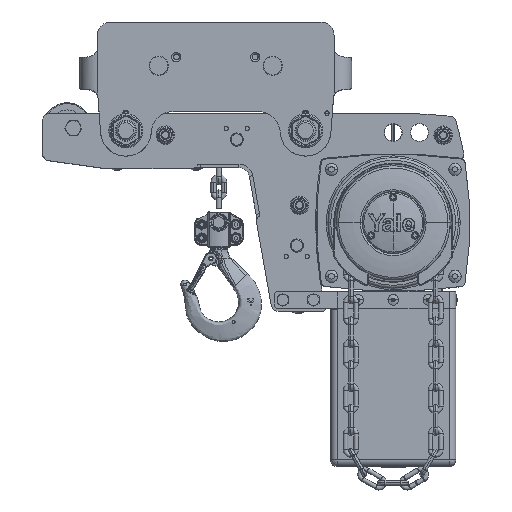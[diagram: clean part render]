
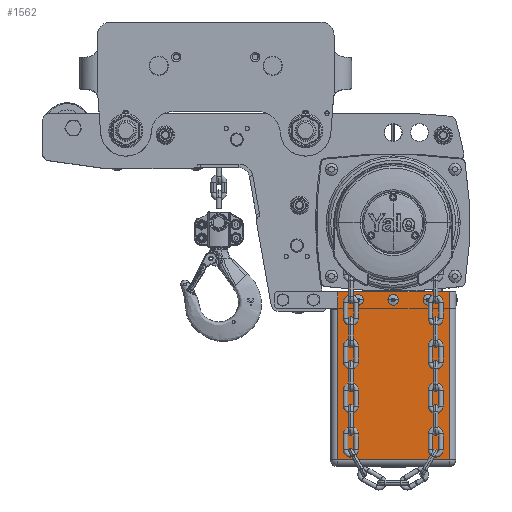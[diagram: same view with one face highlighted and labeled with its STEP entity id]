
A CAD part, top view. The second image highlights one B-rep face of the part: STEP entity #1562.
In plain terms, the highlighted planar face has unit normal (0, 0, 1).
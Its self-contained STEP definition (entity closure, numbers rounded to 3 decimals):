
#1562 = ADVANCED_FACE ( 'NONE', ( #33775, #33776, #33777, #33778 ), #39834, .F. ) ;
#6725 = EDGE_CURVE ( 'NONE', #12724, #12725, #42033, .T. ) ;
#6783 = EDGE_CURVE ( 'NONE', #12748, #12725, #42056, .T. ) ;
#6790 = EDGE_CURVE ( 'NONE', #12751, #12750, #54219, .T. ) ;
#6792 = EDGE_CURVE ( 'NONE', #12750, #12751, #54225, .T. ) ;
#6794 = EDGE_CURVE ( 'NONE', #12753, #12752, #54222, .T. ) ;
#6797 = EDGE_CURVE ( 'NONE', #12752, #12753, #54229, .T. ) ;
#6799 = EDGE_CURVE ( 'NONE', #12755, #12754, #54227, .T. ) ;
#6801 = EDGE_CURVE ( 'NONE', #12754, #12755, #54233, .T. ) ;
#6804 = EDGE_CURVE ( 'NONE', #12722, #12757, #42059, .T. ) ;
#6806 = EDGE_CURVE ( 'NONE', #12756, #12722, #42060, .T. ) ;
#6808 = EDGE_CURVE ( 'NONE', #12748, #12757, #42061, .T. ) ;
#6811 = EDGE_CURVE ( 'NONE', #12724, #12756, #42062, .T. ) ;
#10767 = EDGE_LOOP ( 'NONE', ( #12308, #12309 ) ) ;
#10768 = EDGE_LOOP ( 'NONE', ( #12310, #12311 ) ) ;
#10769 = EDGE_LOOP ( 'NONE', ( #12312, #12313 ) ) ;
#10770 = EDGE_LOOP ( 'NONE', ( #12314, #12316, #12315, #12317, #12319, #12318 ) ) ;
#12308 = ORIENTED_EDGE ( 'NONE', *, *, #6792, .F. ) ;
#12309 = ORIENTED_EDGE ( 'NONE', *, *, #6790, .F. ) ;
#12310 = ORIENTED_EDGE ( 'NONE', *, *, #6797, .F. ) ;
#12311 = ORIENTED_EDGE ( 'NONE', *, *, #6794, .F. ) ;
#12312 = ORIENTED_EDGE ( 'NONE', *, *, #6801, .F. ) ;
#12313 = ORIENTED_EDGE ( 'NONE', *, *, #6799, .F. ) ;
#12314 = ORIENTED_EDGE ( 'NONE', *, *, #6806, .T. ) ;
#12315 = ORIENTED_EDGE ( 'NONE', *, *, #6808, .F. ) ;
#12316 = ORIENTED_EDGE ( 'NONE', *, *, #6804, .T. ) ;
#12317 = ORIENTED_EDGE ( 'NONE', *, *, #6783, .T. ) ;
#12318 = ORIENTED_EDGE ( 'NONE', *, *, #6811, .T. ) ;
#12319 = ORIENTED_EDGE ( 'NONE', *, *, #6725, .F. ) ;
#12722 = VERTEX_POINT ( 'NONE', #64353 ) ;
#12724 = VERTEX_POINT ( 'NONE', #64355 ) ;
#12725 = VERTEX_POINT ( 'NONE', #64356 ) ;
#12748 = VERTEX_POINT ( 'NONE', #64379 ) ;
#12750 = VERTEX_POINT ( 'NONE', #64381 ) ;
#12751 = VERTEX_POINT ( 'NONE', #64382 ) ;
#12752 = VERTEX_POINT ( 'NONE', #64383 ) ;
#12753 = VERTEX_POINT ( 'NONE', #64384 ) ;
#12754 = VERTEX_POINT ( 'NONE', #64385 ) ;
#12755 = VERTEX_POINT ( 'NONE', #64386 ) ;
#12756 = VERTEX_POINT ( 'NONE', #64387 ) ;
#12757 = VERTEX_POINT ( 'NONE', #64388 ) ;
#33775 = FACE_BOUND ( 'NONE', #10767, .T. ) ;
#33776 = FACE_BOUND ( 'NONE', #10768, .T. ) ;
#33777 = FACE_BOUND ( 'NONE', #10769, .T. ) ;
#33778 = FACE_OUTER_BOUND ( 'NONE', #10770, .T. ) ;
#34960 = AXIS2_PLACEMENT_3D ( 'NONE', #39835, #39836, #39837 ) ;
#39834 = PLANE ( 'NONE',  #34960 ) ;
#39835 = CARTESIAN_POINT ( 'NONE',  ( -63.9, -278., 32.4 ) ) ;
#39836 = DIRECTION ( 'NONE',  ( 0., 0., -1. ) ) ;
#39837 = DIRECTION ( 'NONE',  ( 0., 1., 0. ) ) ;
#42033 = LINE ( 'NONE', #63015, #54148 ) ;
#42056 = LINE ( 'NONE', #63088, #54220 ) ;
#42059 = LINE ( 'NONE', #63112, #54235 ) ;
#42060 = LINE ( 'NONE', #63114, #54236 ) ;
#42061 = LINE ( 'NONE', #63116, #54237 ) ;
#42062 = LINE ( 'NONE', #63118, #54238 ) ;
#54148 = VECTOR ( 'NONE', #63016, 1000. ) ;
#54219 = CIRCLE ( 'NONE', #54224, 2.1 ) ;
#54220 = VECTOR ( 'NONE', #63089, 1000. ) ;
#54222 = CIRCLE ( 'NONE', #54228, 2.1 ) ;
#54224 = AXIS2_PLACEMENT_3D ( 'NONE', #63094, #63095, #63096 ) ;
#54225 = CIRCLE ( 'NONE', #54226, 2.1 ) ;
#54226 = AXIS2_PLACEMENT_3D ( 'NONE', #63097, #63098, #63099 ) ;
#54227 = CIRCLE ( 'NONE', #54232, 2.1 ) ;
#54228 = AXIS2_PLACEMENT_3D ( 'NONE', #63100, #63101, #63102 ) ;
#54229 = CIRCLE ( 'NONE', #54230, 2.1 ) ;
#54230 = AXIS2_PLACEMENT_3D ( 'NONE', #63103, #63104, #63105 ) ;
#54232 = AXIS2_PLACEMENT_3D ( 'NONE', #63106, #63107, #63108 ) ;
#54233 = CIRCLE ( 'NONE', #54234, 2.1 ) ;
#54234 = AXIS2_PLACEMENT_3D ( 'NONE', #63109, #63110, #63111 ) ;
#54235 = VECTOR ( 'NONE', #63113, 1000. ) ;
#54236 = VECTOR ( 'NONE', #63115, 1000. ) ;
#54237 = VECTOR ( 'NONE', #63117, 1000. ) ;
#54238 = VECTOR ( 'NONE', #63119, 1000. ) ;
#63015 = CARTESIAN_POINT ( 'NONE',  ( -63.9, -278., 32.4 ) ) ;
#63016 = DIRECTION ( 'NONE',  ( 0., 1., 0. ) ) ;
#63088 = CARTESIAN_POINT ( 'NONE',  ( -63.4, -99., 32.4 ) ) ;
#63089 = DIRECTION ( 'NONE',  ( -1., 0., 0. ) ) ;
#63094 = CARTESIAN_POINT ( 'NONE',  ( -40., -88., 32.4 ) ) ;
#63095 = DIRECTION ( 'NONE',  ( 0., 0., 1. ) ) ;
#63096 = DIRECTION ( 'NONE',  ( 0., 1., 0. ) ) ;
#63097 = CARTESIAN_POINT ( 'NONE',  ( -40., -88., 32.4 ) ) ;
#63098 = DIRECTION ( 'NONE',  ( 0., 0., 1. ) ) ;
#63099 = DIRECTION ( 'NONE',  ( 0., 1., 0. ) ) ;
#63100 = CARTESIAN_POINT ( 'NONE',  ( 0., -88., 32.4 ) ) ;
#63101 = DIRECTION ( 'NONE',  ( 0., 0., 1. ) ) ;
#63102 = DIRECTION ( 'NONE',  ( 0., 1., 0. ) ) ;
#63103 = CARTESIAN_POINT ( 'NONE',  ( 0., -88., 32.4 ) ) ;
#63104 = DIRECTION ( 'NONE',  ( 0., 0., 1. ) ) ;
#63105 = DIRECTION ( 'NONE',  ( 0., 1., 0. ) ) ;
#63106 = CARTESIAN_POINT ( 'NONE',  ( 40., -88., 32.4 ) ) ;
#63107 = DIRECTION ( 'NONE',  ( 0., 0., 1. ) ) ;
#63108 = DIRECTION ( 'NONE',  ( 0., 1., 0. ) ) ;
#63109 = CARTESIAN_POINT ( 'NONE',  ( 40., -88., 32.4 ) ) ;
#63110 = DIRECTION ( 'NONE',  ( 0., 0., 1. ) ) ;
#63111 = DIRECTION ( 'NONE',  ( 0., 1., 0. ) ) ;
#63112 = CARTESIAN_POINT ( 'NONE',  ( -63.4, -78.7, 32.4 ) ) ;
#63113 = DIRECTION ( 'NONE',  ( -1., 0., 0. ) ) ;
#63114 = CARTESIAN_POINT ( 'NONE',  ( 63.9, -278., 32.4 ) ) ;
#63115 = DIRECTION ( 'NONE',  ( 0., 1., 0. ) ) ;
#63116 = CARTESIAN_POINT ( 'NONE',  ( -63.4, -78., 32.4 ) ) ;
#63117 = DIRECTION ( 'NONE',  ( 0., 1., 0. ) ) ;
#63118 = CARTESIAN_POINT ( 'NONE',  ( -63.9, -270.5, 32.4 ) ) ;
#63119 = DIRECTION ( 'NONE',  ( 1., 0., 0. ) ) ;
#64353 = CARTESIAN_POINT ( 'NONE',  ( 63.9, -78.7, 32.4 ) ) ;
#64355 = CARTESIAN_POINT ( 'NONE',  ( -63.9, -270.5, 32.4 ) ) ;
#64356 = CARTESIAN_POINT ( 'NONE',  ( -63.9, -99., 32.4 ) ) ;
#64379 = CARTESIAN_POINT ( 'NONE',  ( -63.4, -99., 32.4 ) ) ;
#64381 = CARTESIAN_POINT ( 'NONE',  ( -40., -85.9, 32.4 ) ) ;
#64382 = CARTESIAN_POINT ( 'NONE',  ( -40., -90.1, 32.4 ) ) ;
#64383 = CARTESIAN_POINT ( 'NONE',  ( 0., -85.9, 32.4 ) ) ;
#64384 = CARTESIAN_POINT ( 'NONE',  ( 0., -90.1, 32.4 ) ) ;
#64385 = CARTESIAN_POINT ( 'NONE',  ( 40., -85.9, 32.4 ) ) ;
#64386 = CARTESIAN_POINT ( 'NONE',  ( 40., -90.1, 32.4 ) ) ;
#64387 = CARTESIAN_POINT ( 'NONE',  ( 63.9, -270.5, 32.4 ) ) ;
#64388 = CARTESIAN_POINT ( 'NONE',  ( -63.4, -78.7, 32.4 ) ) ;
